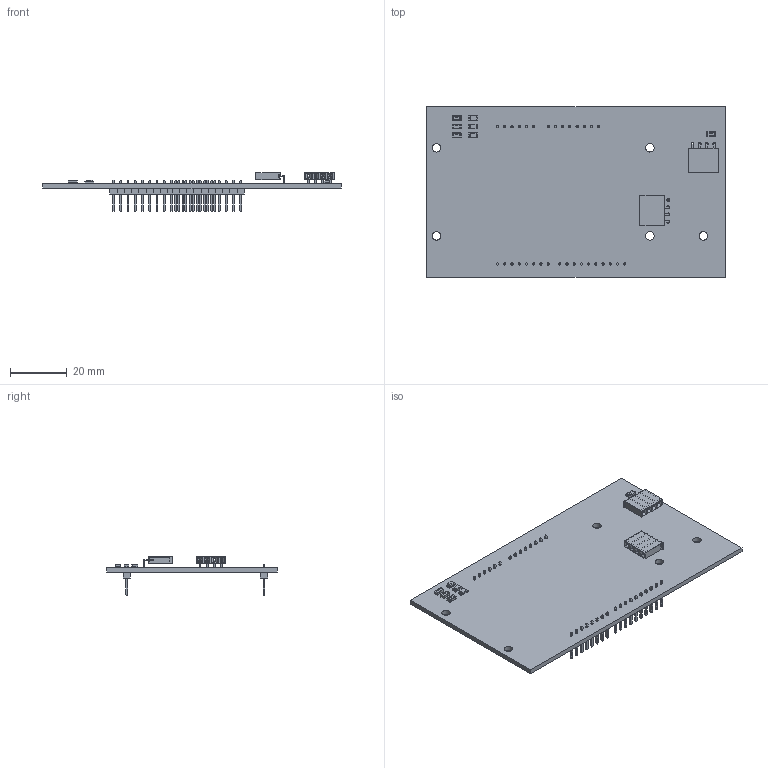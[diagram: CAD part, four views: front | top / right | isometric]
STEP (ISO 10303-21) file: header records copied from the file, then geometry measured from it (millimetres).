
FILE_DESCRIPTION(('Open CASCADE Model'),'2;1');
FILE_NAME('Open CASCADE Shape Model','2016-07-19T22:26:46',('Author'),( 'Open CASCADE'),'Open CASCADE STEP processor 6.5','Open CASCADE 6.5' ,'Unknown');
FILE_SCHEMA(('AUTOMOTIVE_DESIGN { 1 0 10303 214 1 1 1 1 }'));
Length unit declared in the file: millimetre
Products named in the file (17): PCB; Board; R4; R1206; R3; R2; LED3; LED_1206; LED2; LED1; R1; U1; H-1X2; User_Library-Header1x2_Header1_1; U2; Header_Female_1X4; U3
Assembly tree (38 placements, depth 4):
  PCB
    Board
    R4
      R1206
    R3
      R1206
    R2
      R1206
    LED3
      LED_1206
    LED2
      LED_1206
    LED1
      LED_1206
    R1
      R1206
    U1
      H-1X2  x16
        User_Library-Header1x2_Header1_1
    U2
      Header_Female_1X4
    U3
      Header_Female_1X4
Bounding box: 105 x 60 x 13.63 mm (x, y, z)
Volume: 11379.8 mm3; surface area: 16530.3 mm2
Topology: 45 solids, 45 shells, 1923 faces, 4652 edges, 2880 vertices
Faces by surface type: plane 1561, cylinder 186, bspline 144, sphere 32
Full cylindrical faces by diameter (mm): 0.762 x32, 1.016 x8, 3 x5
Entity records: 31286 total; most frequent: CARTESIAN_POINT 8728, DIRECTION 3503, LINE 2326, VECTOR 2326, ORIENTED_EDGE 2060, PCURVE 2060, DEFINITIONAL_REPRESENTATION 2060, EDGE_CURVE 1030
